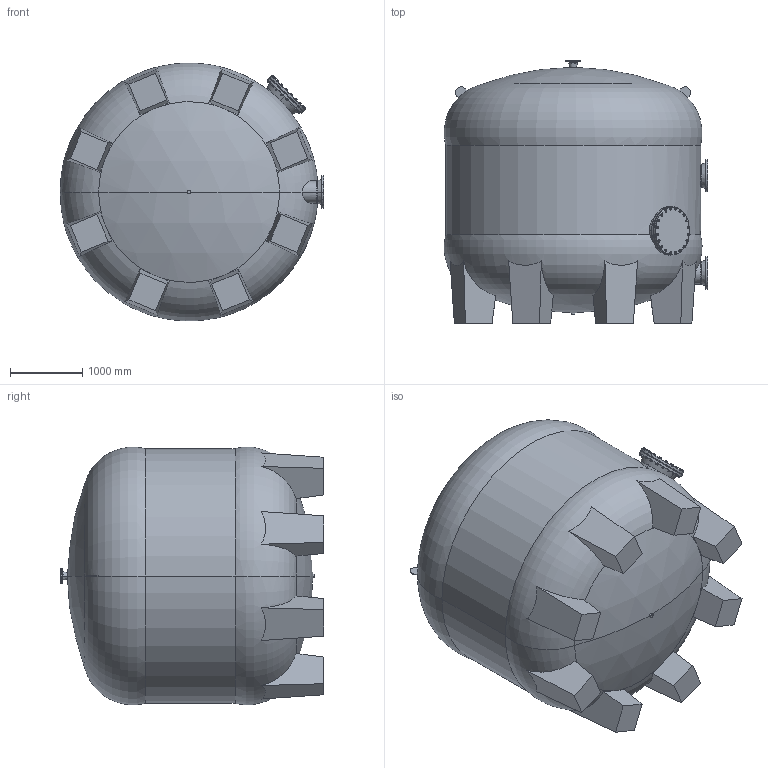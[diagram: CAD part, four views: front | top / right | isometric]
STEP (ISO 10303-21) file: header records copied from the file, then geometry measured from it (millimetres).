
FILE_DESCRIPTION (( 'STEP AP214' ), '1' );
FILE_NAME ('Ozon_reactor_350c.STEP', '2020-11-03T08:26:11', ( '' ), ( '' ), 'SwSTEP 2.0', 'SolidWorks 2019', '' );
FILE_SCHEMA (( 'AUTOMOTIVE_DESIGN' ));
Length unit declared in the file: millimetre
Products named in the file (1): Ozon_reactor_350c
Bounding box: 3655.51 x 3649.74 x 3576.84 mm (x, y, z)
Surface area: 56308383.9 mm2 (no closed solid volume)
Topology: 0 solids, 98 shells, 502 faces, 1720 edges, 1273 vertices
Faces by surface type: plane 305, cylinder 117, cone 46, torus 30, sphere 4
Entity records: 44489 total; most frequent: CARTESIAN_POINT 27158, ORIENTED_EDGE 2512, EDGE_CURVE 1720, DIRECTION 1488, B_SPLINE_CURVE_WITH_KNOTS 1438, VERTEX_POINT 1273, AXIS2_PLACEMENT_3D 703, EDGE_LOOP 575
